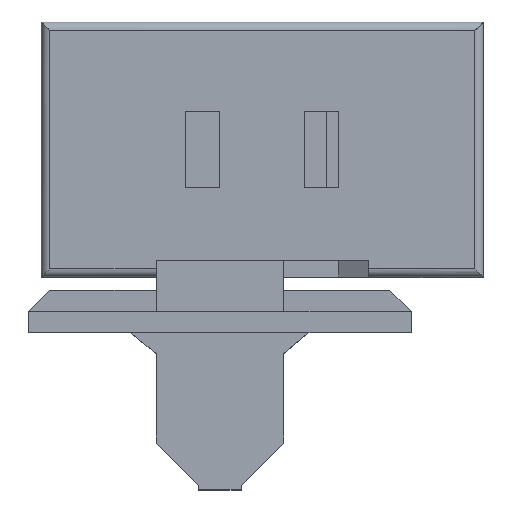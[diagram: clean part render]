
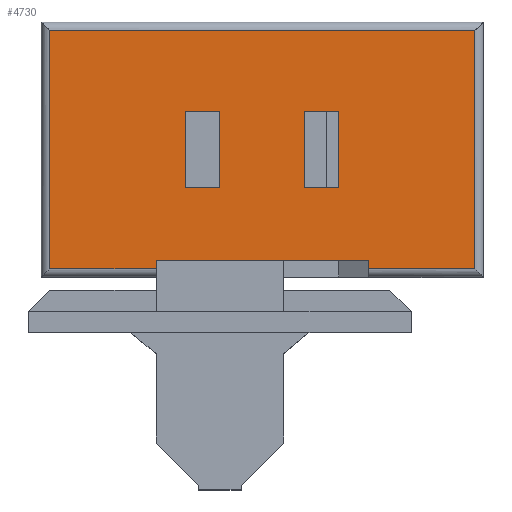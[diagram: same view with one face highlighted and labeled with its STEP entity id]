
A CAD part, top view. The second image highlights one B-rep face of the part: STEP entity #4730.
In plain terms, the highlighted face is planar.
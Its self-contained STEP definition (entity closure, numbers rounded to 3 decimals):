
#84=FACE_BOUND('',#585,.T.);
#85=FACE_BOUND('',#586,.T.);
#350=FACE_OUTER_BOUND('',#584,.T.);
#584=EDGE_LOOP('',(#4178,#4179,#4180,#4181,#4182,#4183,#4184,#4185));
#585=EDGE_LOOP('',(#4186,#4187,#4188,#4189));
#586=EDGE_LOOP('',(#4190,#4191,#4192,#4193));
#612=LINE('',#6214,#1249);
#615=LINE('',#6220,#1252);
#618=LINE('',#6226,#1255);
#620=LINE('',#6229,#1257);
#640=LINE('',#6270,#1277);
#641=LINE('',#6273,#1278);
#644=LINE('',#6279,#1281);
#648=LINE('',#6286,#1285);
#1180=LINE('',#7406,#1817);
#1183=LINE('',#7416,#1820);
#1207=LINE('',#7454,#1844);
#1208=LINE('',#7595,#1845);
#1209=LINE('',#7645,#1846);
#1210=LINE('',#7648,#1847);
#1211=LINE('',#7652,#1848);
#1213=LINE('',#7655,#1850);
#1249=VECTOR('',#5043,1000.);
#1252=VECTOR('',#5048,1000.);
#1255=VECTOR('',#5053,1000.);
#1257=VECTOR('',#5057,1000.);
#1277=VECTOR('',#5091,1000.);
#1278=VECTOR('',#5094,1000.);
#1281=VECTOR('',#5099,1000.);
#1285=VECTOR('',#5107,1000.);
#1817=VECTOR('',#6059,1000.);
#1820=VECTOR('',#6068,1000.);
#1844=VECTOR('',#6106,1000.);
#1845=VECTOR('',#6109,1000.);
#1846=VECTOR('',#6114,1000.);
#1847=VECTOR('',#6117,1000.);
#1848=VECTOR('',#6122,1000.);
#1850=VECTOR('',#6126,1000.);
#1883=VERTEX_POINT('',#6207);
#1886=VERTEX_POINT('',#6212);
#1887=VERTEX_POINT('',#6216);
#1889=VERTEX_POINT('',#6222);
#1903=VERTEX_POINT('',#6266);
#1904=VERTEX_POINT('',#6268);
#1905=VERTEX_POINT('',#6272);
#1907=VERTEX_POINT('',#6278);
#2285=VERTEX_POINT('',#7404);
#2286=VERTEX_POINT('',#7405);
#2290=VERTEX_POINT('',#7414);
#2297=VERTEX_POINT('',#7453);
#2298=VERTEX_POINT('',#7502);
#2299=VERTEX_POINT('',#7597);
#2300=VERTEX_POINT('',#7647);
#2301=VERTEX_POINT('',#7651);
#2316=EDGE_CURVE('',#1886,#1883,#612,.F.);
#2319=EDGE_CURVE('',#1883,#1887,#615,.F.);
#2322=EDGE_CURVE('',#1887,#1889,#618,.F.);
#2324=EDGE_CURVE('',#1889,#1886,#620,.F.);
#2344=EDGE_CURVE('',#1904,#1903,#640,.F.);
#2345=EDGE_CURVE('',#1903,#1905,#641,.F.);
#2348=EDGE_CURVE('',#1905,#1907,#644,.F.);
#2352=EDGE_CURVE('',#1907,#1904,#648,.F.);
#2916=EDGE_CURVE('',#2285,#2286,#1180,.F.);
#2921=EDGE_CURVE('',#2290,#2285,#1183,.T.);
#2945=EDGE_CURVE('',#2286,#2297,#1207,.F.);
#2949=EDGE_CURVE('',#2297,#2298,#1208,.F.);
#2952=EDGE_CURVE('',#2298,#2299,#1209,.F.);
#2953=EDGE_CURVE('',#2299,#2300,#1210,.F.);
#2955=EDGE_CURVE('',#2300,#2301,#1211,.T.);
#2957=EDGE_CURVE('',#2301,#2290,#1213,.T.);
#4178=ORIENTED_EDGE('',*,*,#2955,.F.);
#4179=ORIENTED_EDGE('',*,*,#2953,.F.);
#4180=ORIENTED_EDGE('',*,*,#2952,.F.);
#4181=ORIENTED_EDGE('',*,*,#2949,.F.);
#4182=ORIENTED_EDGE('',*,*,#2945,.F.);
#4183=ORIENTED_EDGE('',*,*,#2916,.F.);
#4184=ORIENTED_EDGE('',*,*,#2921,.F.);
#4185=ORIENTED_EDGE('',*,*,#2957,.F.);
#4186=ORIENTED_EDGE('',*,*,#2348,.F.);
#4187=ORIENTED_EDGE('',*,*,#2345,.F.);
#4188=ORIENTED_EDGE('',*,*,#2344,.F.);
#4189=ORIENTED_EDGE('',*,*,#2352,.F.);
#4190=ORIENTED_EDGE('',*,*,#2322,.F.);
#4191=ORIENTED_EDGE('',*,*,#2319,.F.);
#4192=ORIENTED_EDGE('',*,*,#2316,.F.);
#4193=ORIENTED_EDGE('',*,*,#2324,.F.);
#4504=PLANE('',#5008);
#4730=ADVANCED_FACE('',(#350,#84,#85),#4504,.F.);
#5008=AXIS2_PLACEMENT_3D('',#7656,#6127,#6128);
#5043=DIRECTION('',(-1.,0.,0.));
#5048=DIRECTION('',(0.,1.,0.));
#5053=DIRECTION('',(1.,0.,0.));
#5057=DIRECTION('',(0.,-1.,0.));
#5091=DIRECTION('',(0.,-1.,0.));
#5094=DIRECTION('',(-1.,0.,0.));
#5099=DIRECTION('',(0.,1.,0.));
#5107=DIRECTION('',(1.,0.,0.));
#6059=DIRECTION('',(1.,0.,0.));
#6068=DIRECTION('',(0.,1.,0.));
#6106=DIRECTION('',(0.,1.,0.));
#6109=DIRECTION('',(-1.,0.,0.));
#6114=DIRECTION('',(0.,-1.,0.));
#6117=DIRECTION('',(1.,0.,0.));
#6122=DIRECTION('',(0.,-1.,0.));
#6126=DIRECTION('',(-1.,0.,0.));
#6127=DIRECTION('center_axis',(0.,0.,1.));
#6128=DIRECTION('ref_axis',(1.,0.,0.));
#6207=CARTESIAN_POINT('',(-0.93,0.022,1.292));
#6212=CARTESIAN_POINT('',(-1.73,0.022,1.292));
#6214=CARTESIAN_POINT('',(-0.93,0.022,1.292));
#6216=CARTESIAN_POINT('',(-0.93,-1.778,1.292));
#6220=CARTESIAN_POINT('',(-0.93,-1.778,1.292));
#6222=CARTESIAN_POINT('',(-1.73,-1.778,1.292));
#6226=CARTESIAN_POINT('',(-1.73,-1.778,1.292));
#6229=CARTESIAN_POINT('',(-1.73,0.022,1.292));
#6266=CARTESIAN_POINT('',(1.07,0.022,1.292));
#6268=CARTESIAN_POINT('',(1.07,-1.778,1.292));
#6270=CARTESIAN_POINT('',(1.07,0.022,1.292));
#6272=CARTESIAN_POINT('',(1.87,0.022,1.292));
#6273=CARTESIAN_POINT('',(1.87,0.022,1.292));
#6278=CARTESIAN_POINT('',(1.87,-1.778,1.292));
#6279=CARTESIAN_POINT('',(1.87,-1.778,1.292));
#6286=CARTESIAN_POINT('',(1.07,-1.778,1.292));
#7404=CARTESIAN_POINT('',(-2.43,1.922,1.292));
#7405=CARTESIAN_POINT('',(-4.93,1.922,1.292));
#7406=CARTESIAN_POINT('',(-4.93,1.922,1.292));
#7414=CARTESIAN_POINT('',(-2.43,1.722,1.292));
#7416=CARTESIAN_POINT('',(-2.43,1.722,1.292));
#7453=CARTESIAN_POINT('',(-4.93,-3.678,1.292));
#7454=CARTESIAN_POINT('',(-4.93,-3.678,1.292));
#7502=CARTESIAN_POINT('',(5.07,-3.678,1.292));
#7595=CARTESIAN_POINT('',(5.07,-3.678,1.292));
#7597=CARTESIAN_POINT('',(5.07,1.922,1.292));
#7645=CARTESIAN_POINT('',(5.07,1.922,1.292));
#7647=CARTESIAN_POINT('',(2.57,1.922,1.292));
#7648=CARTESIAN_POINT('',(2.57,1.922,1.292));
#7651=CARTESIAN_POINT('',(2.57,1.722,1.292));
#7652=CARTESIAN_POINT('',(2.57,1.922,1.292));
#7655=CARTESIAN_POINT('',(2.57,1.722,1.292));
#7656=CARTESIAN_POINT('Origin',(0.07,-0.878,1.292));
